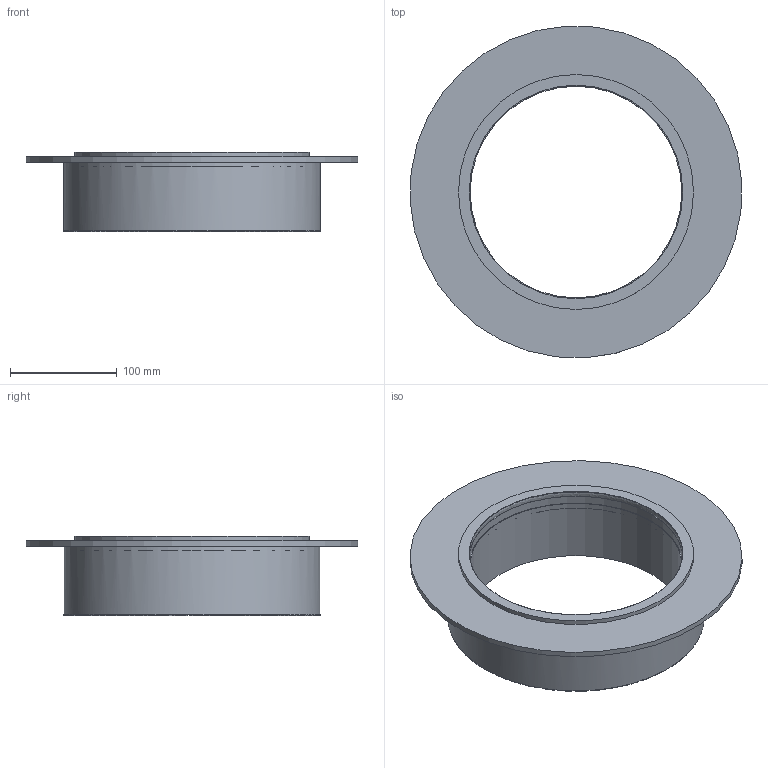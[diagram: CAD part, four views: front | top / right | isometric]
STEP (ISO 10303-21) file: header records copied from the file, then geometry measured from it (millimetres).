
FILE_DESCRIPTION((''),'2;1');
FILE_NAME('SLEEV-IT WT-MAR200M.stp','2014-11-17T15:03:58',('se-emikul'),(''),'Autodesk Inventor 2013','Autodesk Inventor 2013','');
FILE_SCHEMA(('AUTOMOTIVE_DESIGN { 1 0 10303 214 1 1 1 1 }'));
Length unit declared in the file: millimetre
Products named in the file (1): SLEEV-IT WT-MAR200M
Bounding box: 310.51 x 310.51 x 74 mm (x, y, z)
Volume: 1157048.1 mm3; surface area: 359826.4 mm2
Topology: 4 solids, 4 shells, 425 faces, 1123 edges, 720 vertices
Faces by surface type: plane 344, torus 47, cylinder 31, revolution 2, cone 1
Full cylindrical faces by diameter (mm): 198.2 x1, 200 x3, 211.5 x1, 212.72 x1, 220 x1, 238.2 x2, 240 x1, 311 x1
Entity records: 14165 total; most frequent: CARTESIAN_POINT 3101, ORIENTED_EDGE 2218, DIRECTION 2200, EDGE_CURVE 1109, AXIS2_PLACEMENT_3D 757, VERTEX_POINT 718, VECTOR 684, LINE 684
